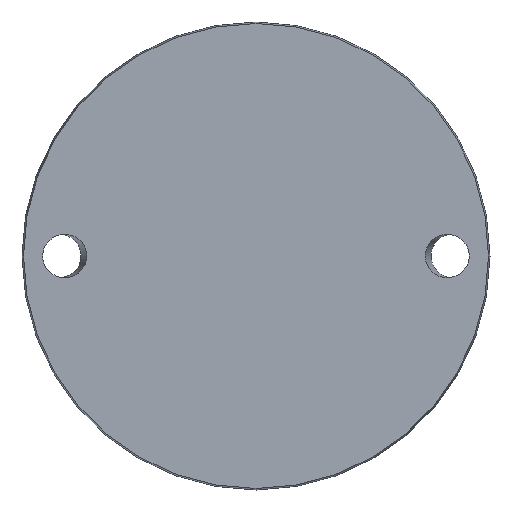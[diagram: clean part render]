
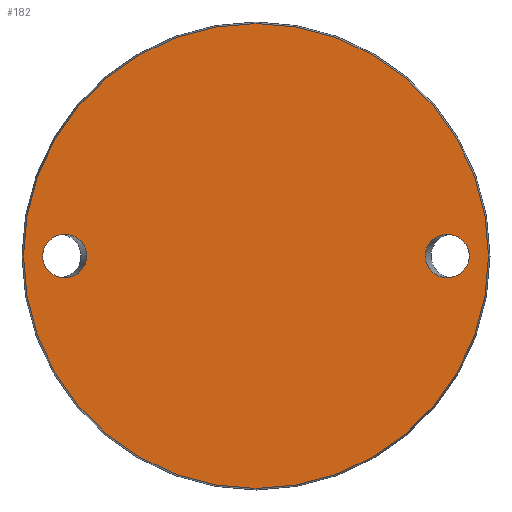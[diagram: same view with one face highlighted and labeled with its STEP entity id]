
A CAD part, front view. The second image highlights one B-rep face of the part: STEP entity #182.
In plain terms, the highlighted planar face has unit normal (0, -1, 0).
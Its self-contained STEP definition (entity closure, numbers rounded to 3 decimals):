
#19 = CARTESIAN_POINT ( 'NONE',  ( 81.115, 0., 0. ) ) ;
#54 = CARTESIAN_POINT ( 'NONE',  ( -64.385, 0., 16.5 ) ) ;
#74 = EDGE_CURVE ( 'NONE', #691, #691, #660, .T. ) ;
#79 = CARTESIAN_POINT ( 'NONE',  ( 64.385, 0., 0. ) ) ;
#142 = CARTESIAN_POINT ( 'NONE',  ( 64.385, 0., 0. ) ) ;
#149 = AXIS2_PLACEMENT_3D ( 'NONE', #342, #856, #630 ) ;
#156 = CARTESIAN_POINT ( 'NONE',  ( -88.425, 0., 0. ) ) ;
#159 = ORIENTED_EDGE ( 'NONE', *, *, #855, .T. ) ;
#164 = EDGE_LOOP ( 'NONE', ( #443 ) ) ;
#182 = ADVANCED_FACE ( 'NONE', ( #625, #392, #938 ), #613, .F. ) ;
#221 = VERTEX_POINT ( 'NONE', #142 ) ;
#224 = EDGE_CURVE ( 'NONE', #221, #221, #763, .T. ) ;
#226 = CARTESIAN_POINT ( 'NONE',  ( -81.115, 0., 0. ) ) ;
#229 = CARTESIAN_POINT ( 'NONE',  ( -64.385, 0., 0. ) ) ;
#306 = CARTESIAN_POINT ( 'NONE',  ( -81.115, 0., -16.5 ) ) ;
#324 = CARTESIAN_POINT ( 'NONE',  ( 64.385, 0., -16.5 ) ) ;
#342 = CARTESIAN_POINT ( 'NONE',  ( 0., 0., 0. ) ) ;
#380 = CARTESIAN_POINT ( 'NONE',  ( -81.115, 0., 0. ) ) ;
#392 = FACE_BOUND ( 'NONE', #806, .T. ) ;
#404 = CARTESIAN_POINT ( 'NONE',  ( 0., 0., -88.425 ) ) ;
#443 = ORIENTED_EDGE ( 'NONE', *, *, #74, .T. ) ;
#540 = CARTESIAN_POINT ( 'NONE',  ( 81.115, 0., 16.5 ) ) ;
#545 = CARTESIAN_POINT ( 'NONE',  ( 81.115, 0., -16.5 ) ) ;
#591 = AXIS2_PLACEMENT_3D ( 'NONE', #156, #874, #931 ) ;
#592 = CIRCLE ( 'NONE', #149, 88.425 ) ;
#613 = PLANE ( 'NONE',  #591 ) ;
#625 = FACE_BOUND ( 'NONE', #164, .T. ) ;
#630 = DIRECTION ( 'NONE',  ( 0., 0., -1. ) ) ;
#634 = VERTEX_POINT ( 'NONE', #404 ) ;
#660 =( BOUNDED_CURVE ( )  B_SPLINE_CURVE ( 3, ( #380, #684, #54, #229, #987, #306, #672 ),
 .UNSPECIFIED., .T., .T. ) 
 B_SPLINE_CURVE_WITH_KNOTS ( ( 4, 3, 4 ),
 ( 0., 3.142, 6.283 ),
 .UNSPECIFIED. ) 
 CURVE ( )  GEOMETRIC_REPRESENTATION_ITEM ( )  RATIONAL_B_SPLINE_CURVE ( ( 1., 0.333, 0.333, 1., 0.333, 0.333, 1. ) ) 
 REPRESENTATION_ITEM ( '' )  );
#672 = CARTESIAN_POINT ( 'NONE',  ( -81.115, 0., 0. ) ) ;
#679 = ORIENTED_EDGE ( 'NONE', *, *, #224, .F. ) ;
#684 = CARTESIAN_POINT ( 'NONE',  ( -81.115, 0., 16.5 ) ) ;
#691 = VERTEX_POINT ( 'NONE', #226 ) ;
#701 = CARTESIAN_POINT ( 'NONE',  ( 64.385, 0., 0. ) ) ;
#763 =( BOUNDED_CURVE ( )  B_SPLINE_CURVE ( 3, ( #701, #324, #545, #19, #540, #784, #79 ),
 .UNSPECIFIED., .T., .F. ) 
 B_SPLINE_CURVE_WITH_KNOTS ( ( 4, 3, 4 ),
 ( 0., 3.142, 6.283 ),
 .UNSPECIFIED. ) 
 CURVE ( )  GEOMETRIC_REPRESENTATION_ITEM ( )  RATIONAL_B_SPLINE_CURVE ( ( 1., 0.333, 0.333, 1., 0.333, 0.333, 1. ) ) 
 REPRESENTATION_ITEM ( '' )  );
#784 = CARTESIAN_POINT ( 'NONE',  ( 64.385, 0., 16.5 ) ) ;
#806 = EDGE_LOOP ( 'NONE', ( #679 ) ) ;
#855 = EDGE_CURVE ( 'NONE', #634, #634, #592, .T. ) ;
#856 = DIRECTION ( 'NONE',  ( 0., -1., 0. ) ) ;
#874 = DIRECTION ( 'NONE',  ( 0., 1., 0. ) ) ;
#900 = EDGE_LOOP ( 'NONE', ( #159 ) ) ;
#931 = DIRECTION ( 'NONE',  ( 0., 0., 1. ) ) ;
#938 = FACE_OUTER_BOUND ( 'NONE', #900, .T. ) ;
#987 = CARTESIAN_POINT ( 'NONE',  ( -64.385, 0., -16.5 ) ) ;
